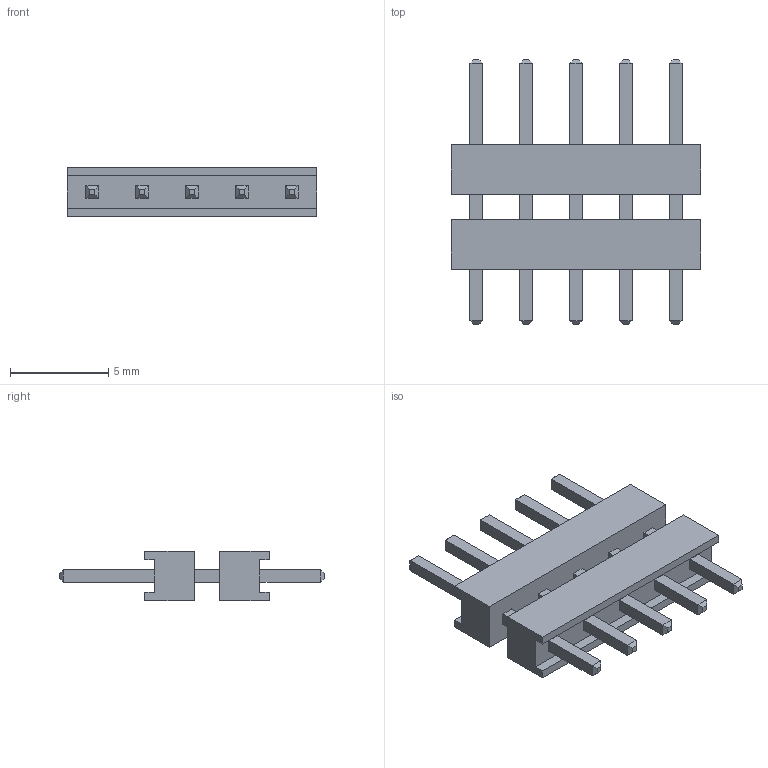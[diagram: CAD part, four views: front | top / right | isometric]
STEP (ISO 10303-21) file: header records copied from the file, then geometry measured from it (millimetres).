
FILE_DESCRIPTION(/* description */ ('STEP AP214'),/* implementation_level */ '2;1');
FILE_NAME(/* name */ 'DW-05-08-T-S-250',/* time_stamp */ '2025-04-01T05:26:54+02:00',/* author */ ('License CC BY-ND 4.0'),/* organization */ ('CADENAS'),/* preprocessor_version */ 'ST-DEVELOPER v19.3',/* originating_system */ 'PARTsolutions',/* authorisation */ ' ');
FILE_SCHEMA (('AUTOMOTIVE_DESIGN {1 0 10303 214 3 1 1}'));
Length unit declared in the file: inch
Products named in the file (4): DW-05-08-T-S-250; ZW-05-08-G-S-250-110bbody; ZW-05-08-G-S-250-110_pins; ZW-05-08-G-S-250-110_top_body
Assembly tree (3 placements, depth 2):
  DW-05-08-T-S-250
    ZW-05-08-G-S-250-110bbody
    ZW-05-08-G-S-250-110_pins
    ZW-05-08-G-S-250-110_top_body
Bounding box: 12.7 x 13.46 x 2.54 mm (x, y, z)
Volume: 163 mm3; surface area: 540.9 mm2
Topology: 3 solids, 3 shells, 142 faces, 368 edges, 232 vertices
Faces by surface type: plane 142
Entity records: 4336 total; most frequent: CARTESIAN_POINT 746, ORIENTED_EDGE 736, DIRECTION 660, EDGE_CURVE 368, LINE 368, VECTOR 368, VERTEX_POINT 232, EDGE_LOOP 162
